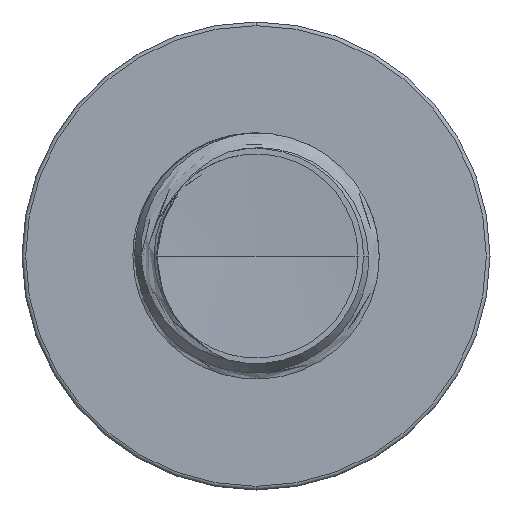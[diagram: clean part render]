
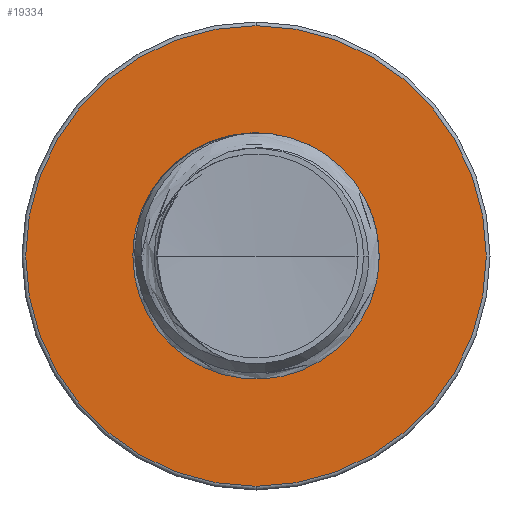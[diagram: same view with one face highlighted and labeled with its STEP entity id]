
A CAD part, front view. The second image highlights one B-rep face of the part: STEP entity #19334.
In plain terms, the highlighted planar face has unit normal (0, -1, 0).
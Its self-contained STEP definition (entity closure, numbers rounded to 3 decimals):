
#924 = ORIENTED_EDGE ( 'NONE', *, *, #2492, .T. ) ;
#1480 = VERTEX_POINT ( 'NONE', #8928 ) ;
#1767 = VERTEX_POINT ( 'NONE', #17365 ) ;
#2406 = EDGE_CURVE ( 'NONE', #1767, #15519, #20512, .T. ) ;
#2492 = EDGE_CURVE ( 'NONE', #19752, #1480, #16561, .T. ) ;
#3735 = CIRCLE ( 'NONE', #6834, 2.438 ) ;
#5713 = AXIS2_PLACEMENT_3D ( 'NONE', #12753, #12748, #12722 ) ;
#6834 = AXIS2_PLACEMENT_3D ( 'NONE', #12197, #12175, #12170 ) ;
#7553 = ORIENTED_EDGE ( 'NONE', *, *, #2406, .F. ) ;
#7772 = AXIS2_PLACEMENT_3D ( 'NONE', #9548, #9524, #9502 ) ;
#8634 = EDGE_LOOP ( 'NONE', ( #7553, #18486 ) ) ;
#8928 = CARTESIAN_POINT ( 'NONE',  ( 0., 8., -4.675 ) ) ;
#9082 = CIRCLE ( 'NONE', #7772, 4.675 ) ;
#9428 = AXIS2_PLACEMENT_3D ( 'NONE', #12488, #12480, #12466 ) ;
#9502 = DIRECTION ( 'NONE',  ( 0., 0., -1. ) ) ;
#9524 = DIRECTION ( 'NONE',  ( 0., -1., 0. ) ) ;
#9548 = CARTESIAN_POINT ( 'NONE',  ( 0., 8., 0. ) ) ;
#10086 = CARTESIAN_POINT ( 'NONE',  ( 0., 8., 2.438 ) ) ;
#11035 = CARTESIAN_POINT ( 'NONE',  ( 0., 8., 4.675 ) ) ;
#11882 = FACE_OUTER_BOUND ( 'NONE', #14744, .T. ) ;
#12118 = DIRECTION ( 'NONE',  ( 0., 0., -1. ) ) ;
#12127 = DIRECTION ( 'NONE',  ( 0., -1., 0. ) ) ;
#12170 = DIRECTION ( 'NONE',  ( 0., 0., -1. ) ) ;
#12175 = DIRECTION ( 'NONE',  ( 0., -1., 0. ) ) ;
#12197 = CARTESIAN_POINT ( 'NONE',  ( 0., 8., 0. ) ) ;
#12221 = PLANE ( 'NONE',  #18597 ) ;
#12466 = DIRECTION ( 'NONE',  ( 0., 0., -1. ) ) ;
#12480 = DIRECTION ( 'NONE',  ( 0., -1., 0. ) ) ;
#12488 = CARTESIAN_POINT ( 'NONE',  ( 0., 8., 0. ) ) ;
#12722 = DIRECTION ( 'NONE',  ( 0., 0., -1. ) ) ;
#12748 = DIRECTION ( 'NONE',  ( 0., -1., 0. ) ) ;
#12753 = CARTESIAN_POINT ( 'NONE',  ( 0., 8., 0. ) ) ;
#12941 = CARTESIAN_POINT ( 'NONE',  ( 0., 8., 2.438 ) ) ;
#14744 = EDGE_LOOP ( 'NONE', ( #20054, #924 ) ) ;
#15519 = VERTEX_POINT ( 'NONE', #10086 ) ;
#16561 = CIRCLE ( 'NONE', #9428, 4.675 ) ;
#16579 = EDGE_CURVE ( 'NONE', #1480, #19752, #9082, .T. ) ;
#17365 = CARTESIAN_POINT ( 'NONE',  ( 0., 8., -2.438 ) ) ;
#18486 = ORIENTED_EDGE ( 'NONE', *, *, #19310, .F. ) ;
#18597 = AXIS2_PLACEMENT_3D ( 'NONE', #12941, #12127, #12118 ) ;
#19310 = EDGE_CURVE ( 'NONE', #15519, #1767, #3735, .T. ) ;
#19334 = ADVANCED_FACE ( 'NONE', ( #11882, #20306 ), #12221, .T. ) ;
#19752 = VERTEX_POINT ( 'NONE', #11035 ) ;
#20054 = ORIENTED_EDGE ( 'NONE', *, *, #16579, .T. ) ;
#20306 = FACE_BOUND ( 'NONE', #8634, .T. ) ;
#20512 = CIRCLE ( 'NONE', #5713, 2.438 ) ;
